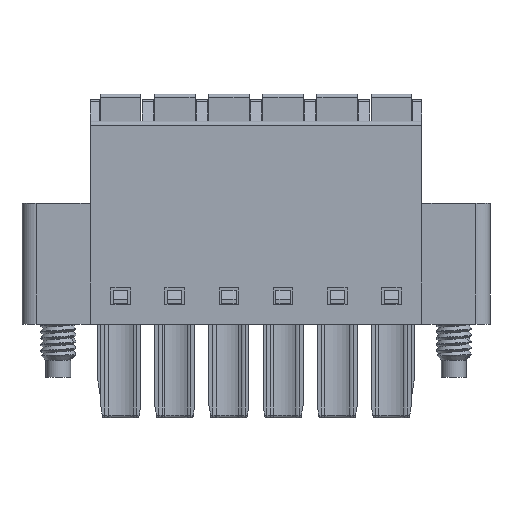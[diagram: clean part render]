
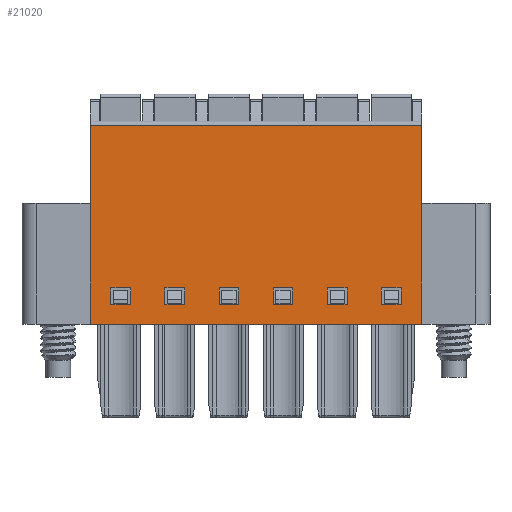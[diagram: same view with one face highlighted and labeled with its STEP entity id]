
A CAD part, front view. The second image highlights one B-rep face of the part: STEP entity #21020.
In plain terms, the highlighted planar face has unit normal (0, -1, 0).
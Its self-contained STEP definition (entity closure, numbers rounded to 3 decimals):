
#12873=CARTESIAN_POINT('',(5.47,-2.875,0.));
#12874=VERTEX_POINT('',#12873);
#12881=CARTESIAN_POINT('',(5.47,-2.875,14.));
#12882=VERTEX_POINT('',#12881);
#12883=CARTESIAN_POINT('',(5.47,-2.875,0.));
#12884=DIRECTION('',(0.,0.,1.));
#12885=VECTOR('',#12884,14.);
#12886=LINE('',#12883,#12885);
#12887=EDGE_CURVE('',#12874,#12882,#12886,.T.);
#13439=CARTESIAN_POINT('',(6.92,-2.875,2.55));
#13440=VERTEX_POINT('',#13439);
#13457=CARTESIAN_POINT('',(8.32,-2.875,2.55));
#13458=VERTEX_POINT('',#13457);
#13465=CARTESIAN_POINT('',(8.32,-2.875,2.55));
#13466=DIRECTION('',(-1.,0.,0.));
#13467=VECTOR('',#13466,1.4);
#13468=LINE('',#13465,#13467);
#13469=EDGE_CURVE('',#13458,#13440,#13468,.T.);
#13488=CARTESIAN_POINT('',(8.32,-2.875,1.4));
#13489=VERTEX_POINT('',#13488);
#13496=CARTESIAN_POINT('',(8.32,-2.875,1.4));
#13497=DIRECTION('',(0.,0.,1.));
#13498=VECTOR('',#13497,1.15);
#13499=LINE('',#13496,#13498);
#13500=EDGE_CURVE('',#13489,#13458,#13499,.T.);
#13519=CARTESIAN_POINT('',(6.92,-2.875,1.4));
#13520=VERTEX_POINT('',#13519);
#13527=CARTESIAN_POINT('',(6.92,-2.875,1.4));
#13528=DIRECTION('',(1.,0.,0.));
#13529=VECTOR('',#13528,1.4);
#13530=LINE('',#13527,#13529);
#13531=EDGE_CURVE('',#13520,#13489,#13530,.T.);
#13549=CARTESIAN_POINT('',(6.92,-2.875,2.55));
#13550=DIRECTION('',(0.,0.,-1.));
#13551=VECTOR('',#13550,1.15);
#13552=LINE('',#13549,#13551);
#13553=EDGE_CURVE('',#13440,#13520,#13552,.T.);
#16573=CARTESIAN_POINT('',(10.73,-2.875,2.55));
#16574=VERTEX_POINT('',#16573);
#16575=CARTESIAN_POINT('',(10.73,-2.875,1.4));
#16576=VERTEX_POINT('',#16575);
#16577=CARTESIAN_POINT('',(10.73,-2.875,2.55));
#16578=DIRECTION('',(0.,0.,-1.));
#16579=VECTOR('',#16578,1.15);
#16580=LINE('',#16577,#16579);
#16581=EDGE_CURVE('',#16574,#16576,#16580,.T.);
#18690=CARTESIAN_POINT('',(12.13,-2.875,2.55));
#18691=VERTEX_POINT('',#18690);
#18698=CARTESIAN_POINT('',(10.73,-2.875,2.55));
#18699=DIRECTION('',(1.,0.,0.));
#18700=VECTOR('',#18699,1.4);
#18701=LINE('',#18698,#18700);
#18702=EDGE_CURVE('',#16574,#18691,#18701,.T.);
#18721=CARTESIAN_POINT('',(12.13,-2.875,1.4));
#18722=VERTEX_POINT('',#18721);
#18729=CARTESIAN_POINT('',(12.13,-2.875,2.55));
#18730=DIRECTION('',(0.,0.,-1.));
#18731=VECTOR('',#18730,1.15);
#18732=LINE('',#18729,#18731);
#18733=EDGE_CURVE('',#18691,#18722,#18732,.T.);
#18744=CARTESIAN_POINT('',(12.13,-2.875,1.4));
#18745=DIRECTION('',(-1.,0.,0.));
#18746=VECTOR('',#18745,1.4);
#18747=LINE('',#18744,#18746);
#18748=EDGE_CURVE('',#18722,#16576,#18747,.T.);
#18776=CARTESIAN_POINT('',(15.94,-2.875,2.55));
#18777=VERTEX_POINT('',#18776);
#18784=CARTESIAN_POINT('',(14.54,-2.875,2.55));
#18785=VERTEX_POINT('',#18784);
#18786=CARTESIAN_POINT('',(14.54,-2.875,2.55));
#18787=DIRECTION('',(1.,0.,0.));
#18788=VECTOR('',#18787,1.4);
#18789=LINE('',#18786,#18788);
#18790=EDGE_CURVE('',#18785,#18777,#18789,.T.);
#18806=CARTESIAN_POINT('',(15.94,-2.875,1.4));
#18807=VERTEX_POINT('',#18806);
#18808=CARTESIAN_POINT('',(14.54,-2.875,1.4));
#18809=VERTEX_POINT('',#18808);
#18810=CARTESIAN_POINT('',(15.94,-2.875,1.4));
#18811=DIRECTION('',(-1.,0.,0.));
#18812=VECTOR('',#18811,1.4);
#18813=LINE('',#18810,#18812);
#18814=EDGE_CURVE('',#18807,#18809,#18813,.T.);
#18846=CARTESIAN_POINT('',(14.54,-2.875,1.4));
#18847=DIRECTION('',(0.,0.,1.));
#18848=VECTOR('',#18847,1.15);
#18849=LINE('',#18846,#18848);
#18850=EDGE_CURVE('',#18809,#18785,#18849,.T.);
#20718=CARTESIAN_POINT('',(28.82,-2.875,0.));
#20719=VERTEX_POINT('',#20718);
#20726=CARTESIAN_POINT('',(5.47,-2.875,0.));
#20727=DIRECTION('',(1.,0.,0.));
#20728=VECTOR('',#20727,23.35);
#20729=LINE('',#20726,#20728);
#20730=EDGE_CURVE('',#12874,#20719,#20729,.T.);
#20872=CARTESIAN_POINT('',(17.145,-2.875,7.));
#20873=DIRECTION('',(0.,0.,-1.));
#20874=DIRECTION('',(0.,-1.,0.));
#20875=AXIS2_PLACEMENT_3D('',#20872,#20874,#20873);
#20876=PLANE('',#20875);
#20877=ORIENTED_EDGE('',*,*,#12887,.F.);
#20878=ORIENTED_EDGE('',*,*,#20730,.T.);
#20879=CARTESIAN_POINT('',(28.82,-2.875,14.));
#20880=VERTEX_POINT('',#20879);
#20881=CARTESIAN_POINT('',(28.82,-2.875,14.));
#20882=DIRECTION('',(0.,0.,-1.));
#20883=VECTOR('',#20882,14.);
#20884=LINE('',#20881,#20883);
#20885=EDGE_CURVE('',#20880,#20719,#20884,.T.);
#20886=ORIENTED_EDGE('',*,*,#20885,.F.);
#20887=CARTESIAN_POINT('',(5.47,-2.875,14.));
#20888=DIRECTION('',(1.,0.,0.));
#20889=VECTOR('',#20888,23.35);
#20890=LINE('',#20887,#20889);
#20891=EDGE_CURVE('',#12882,#20880,#20890,.T.);
#20892=ORIENTED_EDGE('',*,*,#20891,.F.);
#20893=EDGE_LOOP('',(#20877,#20878,#20886,#20892));
#20894=FACE_OUTER_BOUND('',#20893,.T.);
#20895=ORIENTED_EDGE('',*,*,#18814,.T.);
#20896=ORIENTED_EDGE('',*,*,#18850,.T.);
#20897=ORIENTED_EDGE('',*,*,#18790,.T.);
#20898=CARTESIAN_POINT('',(15.94,-2.875,2.55));
#20899=DIRECTION('',(0.,0.,-1.));
#20900=VECTOR('',#20899,1.15);
#20901=LINE('',#20898,#20900);
#20902=EDGE_CURVE('',#18777,#18807,#20901,.T.);
#20903=ORIENTED_EDGE('',*,*,#20902,.T.);
#20904=EDGE_LOOP('',(#20895,#20896,#20897,#20903));
#20905=FACE_BOUND('',#20904,.T.);
#20906=CARTESIAN_POINT('',(25.97,-2.875,2.55));
#20907=VERTEX_POINT('',#20906);
#20908=CARTESIAN_POINT('',(27.37,-2.875,2.55));
#20909=VERTEX_POINT('',#20908);
#20910=CARTESIAN_POINT('',(25.97,-2.875,2.55));
#20911=DIRECTION('',(1.,0.,0.));
#20912=VECTOR('',#20911,1.4);
#20913=LINE('',#20910,#20912);
#20914=EDGE_CURVE('',#20907,#20909,#20913,.T.);
#20915=ORIENTED_EDGE('',*,*,#20914,.T.);
#20916=CARTESIAN_POINT('',(27.37,-2.875,1.4));
#20917=VERTEX_POINT('',#20916);
#20918=CARTESIAN_POINT('',(27.37,-2.875,2.55));
#20919=DIRECTION('',(0.,0.,-1.));
#20920=VECTOR('',#20919,1.15);
#20921=LINE('',#20918,#20920);
#20922=EDGE_CURVE('',#20909,#20917,#20921,.T.);
#20923=ORIENTED_EDGE('',*,*,#20922,.T.);
#20924=CARTESIAN_POINT('',(25.97,-2.875,1.4));
#20925=VERTEX_POINT('',#20924);
#20926=CARTESIAN_POINT('',(27.37,-2.875,1.4));
#20927=DIRECTION('',(-1.,0.,0.));
#20928=VECTOR('',#20927,1.4);
#20929=LINE('',#20926,#20928);
#20930=EDGE_CURVE('',#20917,#20925,#20929,.T.);
#20931=ORIENTED_EDGE('',*,*,#20930,.T.);
#20932=CARTESIAN_POINT('',(25.97,-2.875,1.4));
#20933=DIRECTION('',(0.,0.,1.));
#20934=VECTOR('',#20933,1.15);
#20935=LINE('',#20932,#20934);
#20936=EDGE_CURVE('',#20925,#20907,#20935,.T.);
#20937=ORIENTED_EDGE('',*,*,#20936,.T.);
#20938=EDGE_LOOP('',(#20915,#20923,#20931,#20937));
#20939=FACE_BOUND('',#20938,.T.);
#20940=CARTESIAN_POINT('',(22.16,-2.875,2.55));
#20941=VERTEX_POINT('',#20940);
#20942=CARTESIAN_POINT('',(23.56,-2.875,2.55));
#20943=VERTEX_POINT('',#20942);
#20944=CARTESIAN_POINT('',(22.16,-2.875,2.55));
#20945=DIRECTION('',(1.,0.,0.));
#20946=VECTOR('',#20945,1.4);
#20947=LINE('',#20944,#20946);
#20948=EDGE_CURVE('',#20941,#20943,#20947,.T.);
#20949=ORIENTED_EDGE('',*,*,#20948,.T.);
#20950=CARTESIAN_POINT('',(23.56,-2.875,1.4));
#20951=VERTEX_POINT('',#20950);
#20952=CARTESIAN_POINT('',(23.56,-2.875,2.55));
#20953=DIRECTION('',(0.,0.,-1.));
#20954=VECTOR('',#20953,1.15);
#20955=LINE('',#20952,#20954);
#20956=EDGE_CURVE('',#20943,#20951,#20955,.T.);
#20957=ORIENTED_EDGE('',*,*,#20956,.T.);
#20958=CARTESIAN_POINT('',(22.16,-2.875,1.4));
#20959=VERTEX_POINT('',#20958);
#20960=CARTESIAN_POINT('',(23.56,-2.875,1.4));
#20961=DIRECTION('',(-1.,0.,0.));
#20962=VECTOR('',#20961,1.4);
#20963=LINE('',#20960,#20962);
#20964=EDGE_CURVE('',#20951,#20959,#20963,.T.);
#20965=ORIENTED_EDGE('',*,*,#20964,.T.);
#20966=CARTESIAN_POINT('',(22.16,-2.875,1.4));
#20967=DIRECTION('',(0.,0.,1.));
#20968=VECTOR('',#20967,1.15);
#20969=LINE('',#20966,#20968);
#20970=EDGE_CURVE('',#20959,#20941,#20969,.T.);
#20971=ORIENTED_EDGE('',*,*,#20970,.T.);
#20972=EDGE_LOOP('',(#20949,#20957,#20965,#20971));
#20973=FACE_BOUND('',#20972,.T.);
#20974=CARTESIAN_POINT('',(18.35,-2.875,2.55));
#20975=VERTEX_POINT('',#20974);
#20976=CARTESIAN_POINT('',(19.75,-2.875,2.55));
#20977=VERTEX_POINT('',#20976);
#20978=CARTESIAN_POINT('',(18.35,-2.875,2.55));
#20979=DIRECTION('',(1.,0.,0.));
#20980=VECTOR('',#20979,1.4);
#20981=LINE('',#20978,#20980);
#20982=EDGE_CURVE('',#20975,#20977,#20981,.T.);
#20983=ORIENTED_EDGE('',*,*,#20982,.T.);
#20984=CARTESIAN_POINT('',(19.75,-2.875,1.4));
#20985=VERTEX_POINT('',#20984);
#20986=CARTESIAN_POINT('',(19.75,-2.875,2.55));
#20987=DIRECTION('',(0.,0.,-1.));
#20988=VECTOR('',#20987,1.15);
#20989=LINE('',#20986,#20988);
#20990=EDGE_CURVE('',#20977,#20985,#20989,.T.);
#20991=ORIENTED_EDGE('',*,*,#20990,.T.);
#20992=CARTESIAN_POINT('',(18.35,-2.875,1.4));
#20993=VERTEX_POINT('',#20992);
#20994=CARTESIAN_POINT('',(19.75,-2.875,1.4));
#20995=DIRECTION('',(-1.,0.,0.));
#20996=VECTOR('',#20995,1.4);
#20997=LINE('',#20994,#20996);
#20998=EDGE_CURVE('',#20985,#20993,#20997,.T.);
#20999=ORIENTED_EDGE('',*,*,#20998,.T.);
#21000=CARTESIAN_POINT('',(18.35,-2.875,1.4));
#21001=DIRECTION('',(0.,0.,1.));
#21002=VECTOR('',#21001,1.15);
#21003=LINE('',#21000,#21002);
#21004=EDGE_CURVE('',#20993,#20975,#21003,.T.);
#21005=ORIENTED_EDGE('',*,*,#21004,.T.);
#21006=EDGE_LOOP('',(#20983,#20991,#20999,#21005));
#21007=FACE_BOUND('',#21006,.T.);
#21008=ORIENTED_EDGE('',*,*,#16581,.F.);
#21009=ORIENTED_EDGE('',*,*,#18702,.T.);
#21010=ORIENTED_EDGE('',*,*,#18733,.T.);
#21011=ORIENTED_EDGE('',*,*,#18748,.T.);
#21012=EDGE_LOOP('',(#21008,#21009,#21010,#21011));
#21013=FACE_BOUND('',#21012,.T.);
#21014=ORIENTED_EDGE('',*,*,#13469,.F.);
#21015=ORIENTED_EDGE('',*,*,#13500,.F.);
#21016=ORIENTED_EDGE('',*,*,#13531,.F.);
#21017=ORIENTED_EDGE('',*,*,#13553,.F.);
#21018=EDGE_LOOP('',(#21014,#21015,#21016,#21017));
#21019=FACE_BOUND('',#21018,.T.);
#21020=ADVANCED_FACE('',(#20894,#20905,#20939,#20973,#21007,#21013,#21019),#20876,.T.);
